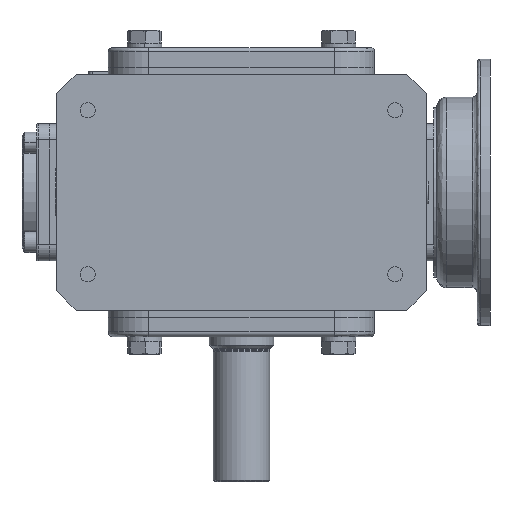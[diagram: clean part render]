
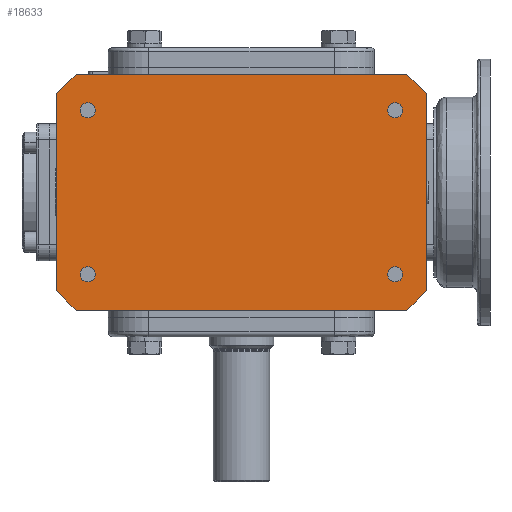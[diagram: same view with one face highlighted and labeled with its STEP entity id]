
A CAD part, front view. The second image highlights one B-rep face of the part: STEP entity #18633.
In plain terms, the highlighted planar face has unit normal (0, -1, 0).
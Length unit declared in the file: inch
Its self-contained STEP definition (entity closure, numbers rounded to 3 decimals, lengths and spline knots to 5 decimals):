
#447 = LINE ( 'NONE', #31433, #15880 ) ;
#759 = CARTESIAN_POINT ( 'NONE',  ( -4.03543, -3.5, 2.87402 ) ) ;
#1002 = ORIENTED_EDGE ( 'NONE', *, *, #17509, .T. ) ;
#1021 = VERTEX_POINT ( 'NONE', #32848 ) ;
#1078 = VECTOR ( 'NONE', #6819, 39.37008 ) ;
#1312 = DIRECTION ( 'NONE',  ( 0., 0., -1. ) ) ;
#1326 = CIRCLE ( 'NONE', #28207, 0.184 ) ;
#1654 = ORIENTED_EDGE ( 'NONE', *, *, #19826, .T. ) ;
#1898 = DIRECTION ( 'NONE',  ( 0., 0., -1. ) ) ;
#1914 = VERTEX_POINT ( 'NONE', #26182 ) ;
#1985 = DIRECTION ( 'NONE',  ( 0., 0., -1. ) ) ;
#2662 = LINE ( 'NONE', #759, #14443 ) ;
#3011 = EDGE_CURVE ( 'NONE', #1914, #4852, #31736, .T. ) ;
#4193 = VERTEX_POINT ( 'NONE', #4766 ) ;
#4243 = EDGE_CURVE ( 'NONE', #25109, #25281, #6954, .T. ) ;
#4420 = CARTESIAN_POINT ( 'NONE',  ( 4.50787, -3.5, 2.40157 ) ) ;
#4667 = LINE ( 'NONE', #17245, #24457 ) ;
#4740 = CARTESIAN_POINT ( 'NONE',  ( -3.75, -3.5, -2. ) ) ;
#4766 = CARTESIAN_POINT ( 'NONE',  ( -4.50787, -3.5, 2.40157 ) ) ;
#4810 = CARTESIAN_POINT ( 'NONE',  ( -4.50787, -3.5, -2.40157 ) ) ;
#4852 = VERTEX_POINT ( 'NONE', #19133 ) ;
#5144 = EDGE_CURVE ( 'NONE', #12866, #8737, #4667, .T. ) ;
#5151 = DIRECTION ( 'NONE',  ( 0.707, 0., -0.707 ) ) ;
#5219 = DIRECTION ( 'NONE',  ( 0., 1., 0. ) ) ;
#5318 = CARTESIAN_POINT ( 'NONE',  ( -3.75, -3.5, 2.184 ) ) ;
#6169 = EDGE_CURVE ( 'NONE', #26837, #12866, #20765, .T. ) ;
#6456 = EDGE_CURVE ( 'NONE', #4193, #26837, #447, .T. ) ;
#6819 = DIRECTION ( 'NONE',  ( 0.707, 0., 0.707 ) ) ;
#6954 = CIRCLE ( 'NONE', #22739, 0.184 ) ;
#7766 = AXIS2_PLACEMENT_3D ( 'NONE', #17531, #9346, #17082 ) ;
#8113 = ORIENTED_EDGE ( 'NONE', *, *, #4243, .T. ) ;
#8737 = VERTEX_POINT ( 'NONE', #31134 ) ;
#9054 = AXIS2_PLACEMENT_3D ( 'NONE', #29694, #14259, #11774 ) ;
#9203 = ORIENTED_EDGE ( 'NONE', *, *, #6169, .T. ) ;
#9346 = DIRECTION ( 'NONE',  ( 0., 1., 0. ) ) ;
#9357 = DIRECTION ( 'NONE',  ( 0., 1., 0. ) ) ;
#9464 = CARTESIAN_POINT ( 'NONE',  ( -3.75, -3.5, -1.816 ) ) ;
#9848 = EDGE_CURVE ( 'NONE', #8737, #26526, #14897, .T. ) ;
#10215 = AXIS2_PLACEMENT_3D ( 'NONE', #17417, #16967, #14575 ) ;
#10284 = CARTESIAN_POINT ( 'NONE',  ( 3.75, -3.5, -2.184 ) ) ;
#10739 = CARTESIAN_POINT ( 'NONE',  ( -3.75, -3.5, 2. ) ) ;
#10906 = CARTESIAN_POINT ( 'NONE',  ( 3.75, -3.5, -2. ) ) ;
#11130 = ORIENTED_EDGE ( 'NONE', *, *, #28035, .T. ) ;
#11423 = DIRECTION ( 'NONE',  ( 0., 0., 1. ) ) ;
#11448 = CIRCLE ( 'NONE', #21941, 0.184 ) ;
#11683 = CARTESIAN_POINT ( 'NONE',  ( -4.50787, -3.5, 2.87402 ) ) ;
#11774 = DIRECTION ( 'NONE',  ( 0., 0., -1. ) ) ;
#11894 = ORIENTED_EDGE ( 'NONE', *, *, #5144, .T. ) ;
#12464 = DIRECTION ( 'NONE',  ( 1., 0., 0. ) ) ;
#12545 = DIRECTION ( 'NONE',  ( 0., 1., 0. ) ) ;
#12623 = ORIENTED_EDGE ( 'NONE', *, *, #23773, .T. ) ;
#12866 = VERTEX_POINT ( 'NONE', #26988 ) ;
#13063 = DIRECTION ( 'NONE',  ( 0., 0., -1. ) ) ;
#13212 = EDGE_CURVE ( 'NONE', #4193, #1914, #2662, .T. ) ;
#13245 = CARTESIAN_POINT ( 'NONE',  ( 4.03543, -3.5, 2.87402 ) ) ;
#13747 = AXIS2_PLACEMENT_3D ( 'NONE', #4740, #12545, #1985 ) ;
#14159 = CARTESIAN_POINT ( 'NONE',  ( -3.75, -3.5, -2.184 ) ) ;
#14259 = DIRECTION ( 'NONE',  ( 0., 1., 0. ) ) ;
#14314 = CIRCLE ( 'NONE', #29677, 0.184 ) ;
#14390 = VECTOR ( 'NONE', #24206, 39.37008 ) ;
#14443 = VECTOR ( 'NONE', #26410, 39.37008 ) ;
#14466 = CARTESIAN_POINT ( 'NONE',  ( 3.75, -3.5, 2. ) ) ;
#14575 = DIRECTION ( 'NONE',  ( 0., 0., -1. ) ) ;
#14857 = DIRECTION ( 'NONE',  ( 0., 1., 0. ) ) ;
#14897 = LINE ( 'NONE', #32217, #1078 ) ;
#14918 = VERTEX_POINT ( 'NONE', #21678 ) ;
#15840 = VECTOR ( 'NONE', #23391, 39.37008 ) ;
#15880 = VECTOR ( 'NONE', #13063, 39.37008 ) ;
#16372 = CIRCLE ( 'NONE', #7766, 0.184 ) ;
#16687 = EDGE_CURVE ( 'NONE', #4852, #32095, #31969, .T. ) ;
#16967 = DIRECTION ( 'NONE',  ( 0., -1., 0. ) ) ;
#17082 = DIRECTION ( 'NONE',  ( 0., 0., -1. ) ) ;
#17245 = CARTESIAN_POINT ( 'NONE',  ( -4.50787, -3.5, -2.87402 ) ) ;
#17417 = CARTESIAN_POINT ( 'NONE',  ( -4.50787, -3.5, 3.12992 ) ) ;
#17509 = EDGE_CURVE ( 'NONE', #1021, #22960, #26610, .T. ) ;
#17531 = CARTESIAN_POINT ( 'NONE',  ( -3.75, -3.5, 2. ) ) ;
#17548 = VECTOR ( 'NONE', #5151, 39.37008 ) ;
#18016 = FACE_BOUND ( 'NONE', #22793, .T. ) ;
#18372 = CARTESIAN_POINT ( 'NONE',  ( 4.50787, -3.5, -2.40157 ) ) ;
#18448 = DIRECTION ( 'NONE',  ( 0., 0., -1. ) ) ;
#18602 = EDGE_CURVE ( 'NONE', #22960, #1021, #14314, .T. ) ;
#18633 = ADVANCED_FACE ( 'NONE', ( #24787, #27191, #18016, #19625, #28421 ), #20015, .T. ) ;
#19133 = CARTESIAN_POINT ( 'NONE',  ( 4.03543, -3.5, 2.87402 ) ) ;
#19555 = EDGE_CURVE ( 'NONE', #33163, #31244, #1326, .T. ) ;
#19625 = FACE_BOUND ( 'NONE', #24623, .T. ) ;
#19630 = EDGE_LOOP ( 'NONE', ( #19742, #9203, #11894, #22868, #12623, #20552, #27300, #30940 ) ) ;
#19742 = ORIENTED_EDGE ( 'NONE', *, *, #6456, .T. ) ;
#19826 = EDGE_CURVE ( 'NONE', #31244, #33163, #32431, .T. ) ;
#20015 = PLANE ( 'NONE',  #10215 ) ;
#20552 = ORIENTED_EDGE ( 'NONE', *, *, #16687, .F. ) ;
#20765 = LINE ( 'NONE', #4810, #17548 ) ;
#21322 = DIRECTION ( 'NONE',  ( 0., 1., 0. ) ) ;
#21678 = CARTESIAN_POINT ( 'NONE',  ( 3.75, -3.5, -1.816 ) ) ;
#21941 = AXIS2_PLACEMENT_3D ( 'NONE', #30265, #14857, #1898 ) ;
#22714 = CARTESIAN_POINT ( 'NONE',  ( 3.75, -3.5, 2.184 ) ) ;
#22739 = AXIS2_PLACEMENT_3D ( 'NONE', #10739, #5219, #18448 ) ;
#22793 = EDGE_LOOP ( 'NONE', ( #8113, #28751 ) ) ;
#22868 = ORIENTED_EDGE ( 'NONE', *, *, #9848, .T. ) ;
#22960 = VERTEX_POINT ( 'NONE', #22714 ) ;
#23391 = DIRECTION ( 'NONE',  ( 0.707, 0., -0.707 ) ) ;
#23773 = EDGE_CURVE ( 'NONE', #26526, #32095, #30513, .T. ) ;
#23887 = CARTESIAN_POINT ( 'NONE',  ( -3.75, -3.5, 1.816 ) ) ;
#24206 = DIRECTION ( 'NONE',  ( 1., 0., 0. ) ) ;
#24457 = VECTOR ( 'NONE', #12464, 39.37008 ) ;
#24597 = DIRECTION ( 'NONE',  ( 0., 0., -1. ) ) ;
#24623 = EDGE_LOOP ( 'NONE', ( #1002, #25618 ) ) ;
#24662 = EDGE_LOOP ( 'NONE', ( #26151, #1654 ) ) ;
#24787 = FACE_OUTER_BOUND ( 'NONE', #19630, .T. ) ;
#24927 = DIRECTION ( 'NONE',  ( 0., 1., 0. ) ) ;
#25109 = VERTEX_POINT ( 'NONE', #23887 ) ;
#25281 = VERTEX_POINT ( 'NONE', #5318 ) ;
#25618 = ORIENTED_EDGE ( 'NONE', *, *, #18602, .T. ) ;
#25664 = AXIS2_PLACEMENT_3D ( 'NONE', #10906, #21322, #31557 ) ;
#25903 = VERTEX_POINT ( 'NONE', #10284 ) ;
#26151 = ORIENTED_EDGE ( 'NONE', *, *, #19555, .T. ) ;
#26182 = CARTESIAN_POINT ( 'NONE',  ( -4.03543, -3.5, 2.87402 ) ) ;
#26410 = DIRECTION ( 'NONE',  ( 0.707, 0., 0.707 ) ) ;
#26492 = ORIENTED_EDGE ( 'NONE', *, *, #29553, .T. ) ;
#26526 = VERTEX_POINT ( 'NONE', #18372 ) ;
#26610 = CIRCLE ( 'NONE', #9054, 0.184 ) ;
#26837 = VERTEX_POINT ( 'NONE', #27305 ) ;
#26951 = CARTESIAN_POINT ( 'NONE',  ( -3.75, -3.5, -2. ) ) ;
#26988 = CARTESIAN_POINT ( 'NONE',  ( -4.03543, -3.5, -2.87402 ) ) ;
#27191 = FACE_BOUND ( 'NONE', #24662, .T. ) ;
#27300 = ORIENTED_EDGE ( 'NONE', *, *, #3011, .F. ) ;
#27305 = CARTESIAN_POINT ( 'NONE',  ( -4.50787, -3.5, -2.40157 ) ) ;
#27341 = EDGE_LOOP ( 'NONE', ( #26492, #11130 ) ) ;
#28035 = EDGE_CURVE ( 'NONE', #14918, #25903, #11448, .T. ) ;
#28207 = AXIS2_PLACEMENT_3D ( 'NONE', #26951, #9357, #1312 ) ;
#28421 = FACE_BOUND ( 'NONE', #27341, .T. ) ;
#28631 = CIRCLE ( 'NONE', #25664, 0.184 ) ;
#28751 = ORIENTED_EDGE ( 'NONE', *, *, #31186, .T. ) ;
#29553 = EDGE_CURVE ( 'NONE', #25903, #14918, #28631, .T. ) ;
#29677 = AXIS2_PLACEMENT_3D ( 'NONE', #14466, #24927, #24597 ) ;
#29680 = CARTESIAN_POINT ( 'NONE',  ( 4.50787, -3.5, 2.87402 ) ) ;
#29694 = CARTESIAN_POINT ( 'NONE',  ( 3.75, -3.5, 2. ) ) ;
#30265 = CARTESIAN_POINT ( 'NONE',  ( 3.75, -3.5, -2. ) ) ;
#30513 = LINE ( 'NONE', #29680, #30937 ) ;
#30937 = VECTOR ( 'NONE', #11423, 39.37008 ) ;
#30940 = ORIENTED_EDGE ( 'NONE', *, *, #13212, .F. ) ;
#31134 = CARTESIAN_POINT ( 'NONE',  ( 4.03543, -3.5, -2.87402 ) ) ;
#31186 = EDGE_CURVE ( 'NONE', #25281, #25109, #16372, .T. ) ;
#31244 = VERTEX_POINT ( 'NONE', #9464 ) ;
#31433 = CARTESIAN_POINT ( 'NONE',  ( -4.50787, -3.5, 2.87402 ) ) ;
#31557 = DIRECTION ( 'NONE',  ( 0., 0., -1. ) ) ;
#31736 = LINE ( 'NONE', #11683, #14390 ) ;
#31969 = LINE ( 'NONE', #13245, #15840 ) ;
#32095 = VERTEX_POINT ( 'NONE', #4420 ) ;
#32217 = CARTESIAN_POINT ( 'NONE',  ( 4.50787, -3.5, -2.40157 ) ) ;
#32431 = CIRCLE ( 'NONE', #13747, 0.184 ) ;
#32848 = CARTESIAN_POINT ( 'NONE',  ( 3.75, -3.5, 1.816 ) ) ;
#33163 = VERTEX_POINT ( 'NONE', #14159 ) ;
